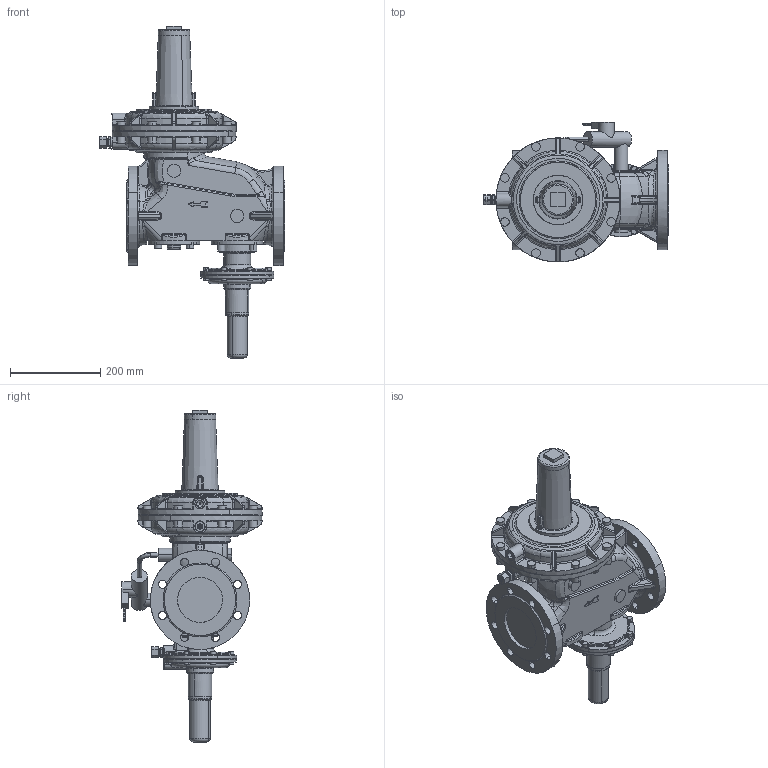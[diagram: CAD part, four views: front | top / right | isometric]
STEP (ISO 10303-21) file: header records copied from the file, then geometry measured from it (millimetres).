
FILE_DESCRIPTION(('CATIA V5 STEP'),'2;1');
FILE_NAME('RS 250 DN 100-275.stp','2011-01-24T07:38:10+00:00',('none'),('none'),'CATIA Version 5 Release 19 SP 8 (IN-10)','CATIA V5 STEP AP214','none');
FILE_SCHEMA(('AUTOMOTIVE_DESIGN { 1 0 10303 214 1 1 1 1 }'));
Products named in the file (1): Product1_AllCATPart
Bounding box: 410.3 x 310.5 x 736 mm (x, y, z)
Volume: 14263631.1 mm3; surface area: 725757.3 mm2
Topology: 1 solids, 9 shells, 1826 faces, 4520 edges, 2654 vertices
Faces by surface type: cylinder 644, torus 418, plane 306, bspline 298, cone 86, sphere 67, extrusion 4, revolution 3
Entity records: 78443 total; most frequent: CARTESIAN_POINT 41386, ORIENTED_EDGE 8828, DIRECTION 5368, EDGE_CURVE 4414, AXIS2_PLACEMENT_3D 3133, VERTEX_POINT 2654, CIRCLE 1968, EDGE_LOOP 1914
